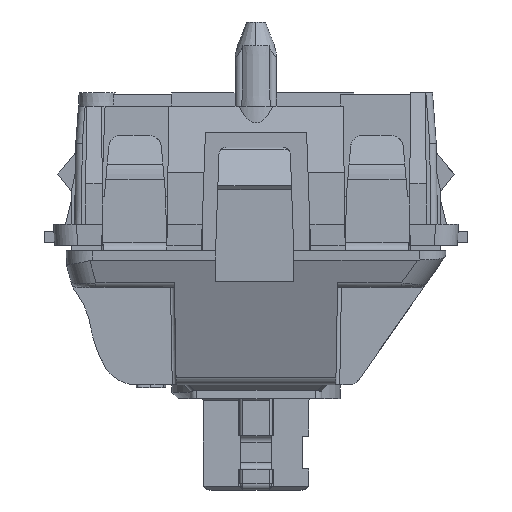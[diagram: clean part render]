
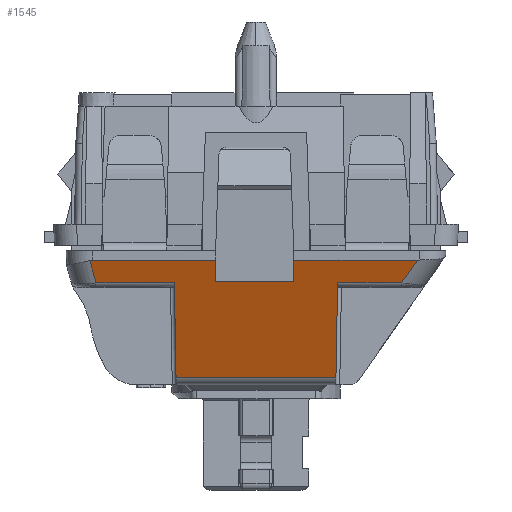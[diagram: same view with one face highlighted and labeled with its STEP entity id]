
A CAD part, front view. The second image highlights one B-rep face of the part: STEP entity #1545.
In plain terms, the highlighted planar face has unit normal (0, -0.927, -0.375).
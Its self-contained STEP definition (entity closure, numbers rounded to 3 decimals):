
#545=B_SPLINE_CURVE_WITH_KNOTS('',3,(#32031,#32032,#32033,#32034,#32035,
#32036),.UNSPECIFIED.,.F.,.F.,(4,1,1,4),(0.,0.333,0.667,
1.),.UNSPECIFIED.);
#1545=ADVANCED_FACE('',(#3300),#2456,.F.);
#2456=PLANE('',#21389);
#3300=FACE_OUTER_BOUND('',#4334,.T.);
#4334=EDGE_LOOP('',(#8468,#8469,#8470,#8471,#8472,#8473,#8474,#8475,#8476,
#8477,#8478,#8479,#8480,#8481,#8482));
#8468=ORIENTED_EDGE('',*,*,#14917,.T.);
#8469=ORIENTED_EDGE('',*,*,#14916,.T.);
#8470=ORIENTED_EDGE('',*,*,#14913,.T.);
#8471=ORIENTED_EDGE('',*,*,#14912,.T.);
#8472=ORIENTED_EDGE('',*,*,#14918,.F.);
#8473=ORIENTED_EDGE('',*,*,#14919,.F.);
#8474=ORIENTED_EDGE('',*,*,#14920,.F.);
#8475=ORIENTED_EDGE('',*,*,#14921,.T.);
#8476=ORIENTED_EDGE('',*,*,#14922,.F.);
#8477=ORIENTED_EDGE('',*,*,#14923,.T.);
#8478=ORIENTED_EDGE('',*,*,#14924,.T.);
#8479=ORIENTED_EDGE('',*,*,#14925,.T.);
#8480=ORIENTED_EDGE('',*,*,#14926,.F.);
#8481=ORIENTED_EDGE('',*,*,#14927,.T.);
#8482=ORIENTED_EDGE('',*,*,#14928,.F.);
#12377=VERTEX_POINT('',#32007);
#12378=VERTEX_POINT('',#32009);
#12379=VERTEX_POINT('',#32011);
#12380=VERTEX_POINT('',#32030);
#12381=VERTEX_POINT('',#32039);
#12382=VERTEX_POINT('',#32041);
#12383=VERTEX_POINT('',#32043);
#12384=VERTEX_POINT('',#32045);
#12385=VERTEX_POINT('',#32047);
#12386=VERTEX_POINT('',#32049);
#12387=VERTEX_POINT('',#32051);
#12388=VERTEX_POINT('',#32053);
#12389=VERTEX_POINT('',#32055);
#12390=VERTEX_POINT('',#32057);
#12391=VERTEX_POINT('',#32059);
#14912=EDGE_CURVE('',#12378,#12377,#17522,.T.);
#14913=EDGE_CURVE('',#12379,#12378,#17523,.T.);
#14916=EDGE_CURVE('',#12380,#12379,#545,.T.);
#14917=EDGE_CURVE('',#12381,#12380,#17525,.T.);
#14918=EDGE_CURVE('',#12382,#12377,#17526,.T.);
#14919=EDGE_CURVE('',#12383,#12382,#17527,.T.);
#14920=EDGE_CURVE('',#12384,#12383,#17528,.T.);
#14921=EDGE_CURVE('',#12384,#12385,#17529,.T.);
#14922=EDGE_CURVE('',#12386,#12385,#17530,.T.);
#14923=EDGE_CURVE('',#12386,#12387,#17531,.T.);
#14924=EDGE_CURVE('',#12387,#12388,#17532,.T.);
#14925=EDGE_CURVE('',#12388,#12389,#17533,.T.);
#14926=EDGE_CURVE('',#12390,#12389,#17534,.T.);
#14927=EDGE_CURVE('',#12390,#12391,#17535,.T.);
#14928=EDGE_CURVE('',#12381,#12391,#17536,.T.);
#17522=LINE('',#32008,#19855);
#17523=LINE('',#32010,#19856);
#17525=LINE('',#32038,#19858);
#17526=LINE('',#32040,#19859);
#17527=LINE('',#32042,#19860);
#17528=LINE('',#32044,#19861);
#17529=LINE('',#32046,#19862);
#17530=LINE('',#32048,#19863);
#17531=LINE('',#32050,#19864);
#17532=LINE('',#32052,#19865);
#17533=LINE('',#32054,#19866);
#17534=LINE('',#32056,#19867);
#17535=LINE('',#32058,#19868);
#17536=LINE('',#32060,#19869);
#19855=VECTOR('',#25089,1.);
#19856=VECTOR('',#25090,1.);
#19858=VECTOR('',#25096,1.);
#19859=VECTOR('',#25097,1.);
#19860=VECTOR('',#25098,1.);
#19861=VECTOR('',#25099,1.);
#19862=VECTOR('',#25100,1.);
#19863=VECTOR('',#25101,1.);
#19864=VECTOR('',#25102,1.);
#19865=VECTOR('',#25103,1.);
#19866=VECTOR('',#25104,1.);
#19867=VECTOR('',#25105,1.);
#19868=VECTOR('',#25106,1.);
#19869=VECTOR('',#25107,1.);
#21389=AXIS2_PLACEMENT_3D('',#32061,#25108,#25109);
#25089=DIRECTION('',(0.241,0.364,-0.9));
#25090=DIRECTION('',(0.241,0.364,-0.9));
#25096=DIRECTION('',(-1.,0.,0.));
#25097=DIRECTION('',(-1.,0.,0.));
#25098=DIRECTION('',(-0.016,-0.375,0.927));
#25099=DIRECTION('',(-1.,0.,0.));
#25100=DIRECTION('',(0.016,-0.375,0.927));
#25101=DIRECTION('',(-1.,0.,0.));
#25102=DIRECTION('',(0.545,-0.314,0.778));
#25103=DIRECTION('',(0.545,-0.314,0.778));
#25104=DIRECTION('',(-1.,0.,0.));
#25105=DIRECTION('',(0.,-0.375,0.927));
#25106=DIRECTION('',(-1.,0.,0.));
#25107=DIRECTION('',(0.,0.375,-0.927));
#25108=DIRECTION('',(0.,0.927,0.375));
#25109=DIRECTION('',(0.,-0.375,0.927));
#32007=CARTESIAN_POINT('',(-6.088,19.645,-1.225));
#32008=CARTESIAN_POINT('',(-6.154,19.545,-0.977));
#32009=CARTESIAN_POINT('',(-6.154,19.545,-0.977));
#32010=CARTESIAN_POINT('',(-6.316,19.3,-0.372));
#32011=CARTESIAN_POINT('',(-6.316,19.3,-0.372));
#32030=CARTESIAN_POINT('',(-6.22,19.295,-0.359));
#32031=CARTESIAN_POINT('',(-6.22,19.295,-0.359));
#32032=CARTESIAN_POINT('',(-6.231,19.295,-0.359));
#32033=CARTESIAN_POINT('',(-6.253,19.295,-0.36));
#32034=CARTESIAN_POINT('',(-6.285,19.297,-0.364));
#32035=CARTESIAN_POINT('',(-6.306,19.299,-0.369));
#32036=CARTESIAN_POINT('',(-6.316,19.3,-0.372));
#32038=CARTESIAN_POINT('',(-1.537,19.295,-0.359));
#32039=CARTESIAN_POINT('',(-1.537,19.295,-0.359));
#32040=CARTESIAN_POINT('',(-3.104,19.645,-1.225));
#32041=CARTESIAN_POINT('',(-3.104,19.645,-1.225));
#32042=CARTESIAN_POINT('',(-3.041,21.102,-4.832));
#32043=CARTESIAN_POINT('',(-3.041,21.102,-4.832));
#32044=CARTESIAN_POINT('',(3.039,21.102,-4.832));
#32045=CARTESIAN_POINT('',(3.039,21.102,-4.832));
#32046=CARTESIAN_POINT('',(3.039,21.102,-4.832));
#32047=CARTESIAN_POINT('',(3.102,19.645,-1.225));
#32048=CARTESIAN_POINT('',(5.533,19.645,-1.225));
#32049=CARTESIAN_POINT('',(5.533,19.645,-1.225));
#32050=CARTESIAN_POINT('',(5.533,19.645,-1.225));
#32051=CARTESIAN_POINT('',(5.706,19.545,-0.977));
#32052=CARTESIAN_POINT('',(5.706,19.545,-0.977));
#32053=CARTESIAN_POINT('',(6.14,19.295,-0.359));
#32054=CARTESIAN_POINT('',(6.14,19.295,-0.359));
#32055=CARTESIAN_POINT('',(1.435,19.295,-0.359));
#32056=CARTESIAN_POINT('',(1.435,19.629,-1.184));
#32057=CARTESIAN_POINT('',(1.435,19.629,-1.184));
#32058=CARTESIAN_POINT('',(1.435,19.629,-1.184));
#32059=CARTESIAN_POINT('',(-1.537,19.629,-1.184));
#32060=CARTESIAN_POINT('',(-1.537,19.295,-0.359));
#32061=CARTESIAN_POINT('',(-16.001,19.15,0.));
